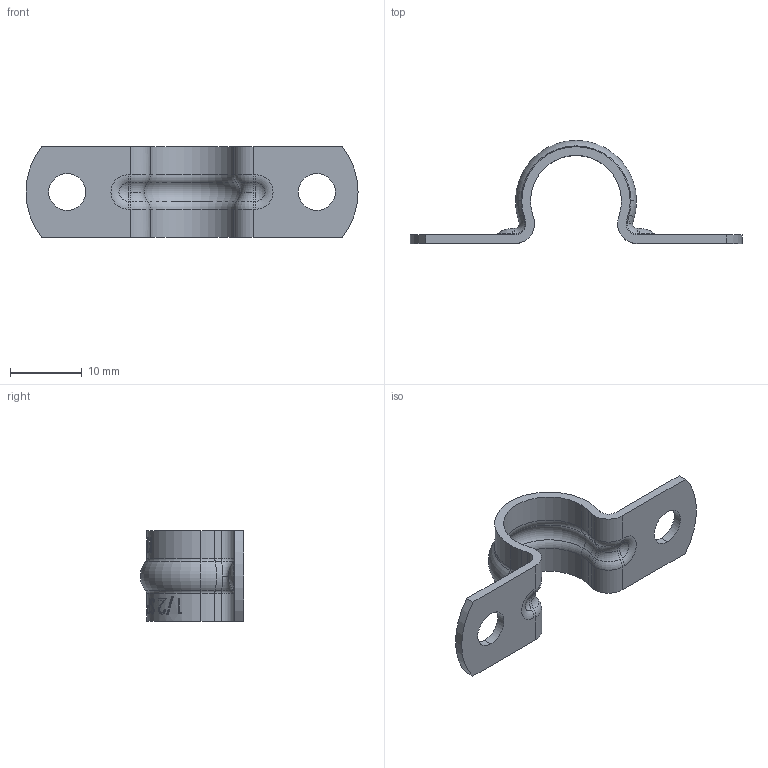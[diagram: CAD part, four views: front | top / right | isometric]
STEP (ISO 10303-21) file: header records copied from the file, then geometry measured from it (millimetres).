
FILE_DESCRIPTION (( 'STEP AP214' ), '1' );
FILE_NAME ('SP 0807Z1.STEP', '2019-07-12T19:03:40', ( '' ), ( '' ), 'SwSTEP 2.0', 'SolidWorks 2018', '' );
FILE_SCHEMA (( 'AUTOMOTIVE_DESIGN' ));
Length unit declared in the file: inch
Products named in the file (1): SP 0807Z1
Bounding box: 46.44 x 14.43 x 12.7 mm (x, y, z)
Volume: 945.5 mm3; surface area: 1789.2 mm2
Topology: 1 solids, 1 shells, 282 faces, 701 edges, 440 vertices
Faces by surface type: bspline 99, cylinder 73, plane 58, torus 48, sphere 4
Entity records: 17704 total; most frequent: CARTESIAN_POINT 11508, ORIENTED_EDGE 1402, DIRECTION 1079, EDGE_CURVE 701, VERTEX_POINT 440, AXIS2_PLACEMENT_3D 424, EDGE_LOOP 305, ADVANCED_FACE 282
